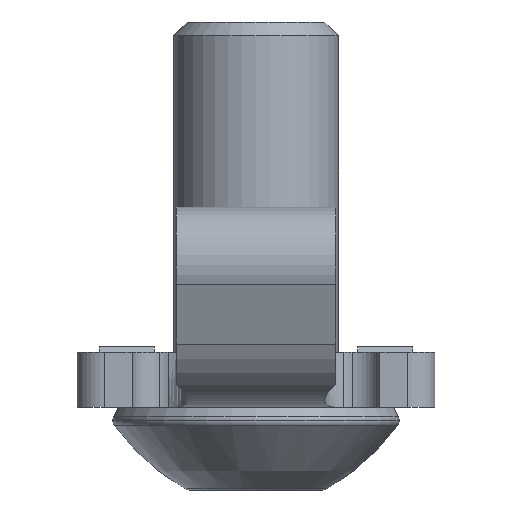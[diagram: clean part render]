
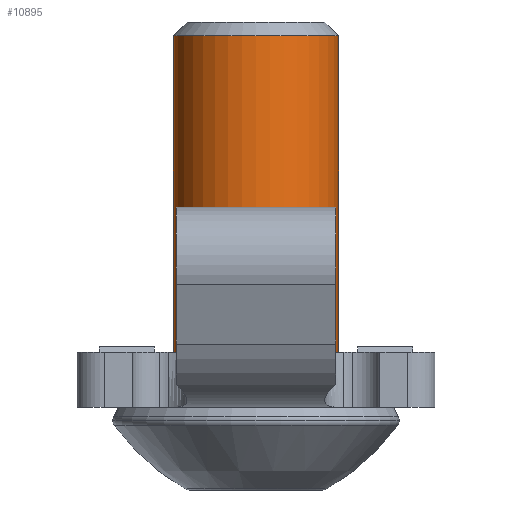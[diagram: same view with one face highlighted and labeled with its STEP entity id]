
A CAD part, left-side view. The second image highlights one B-rep face of the part: STEP entity #10895.
In plain terms, the highlighted cylindrical face has radius 3 mm (diameter 6 mm), a partial arc.
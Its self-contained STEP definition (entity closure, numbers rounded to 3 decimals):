
#9968 = PLANE('',#9969);
#9969 = AXIS2_PLACEMENT_3D('',#9970,#9971,#9972);
#9970 = CARTESIAN_POINT('',(0.,0.,0.));
#9971 = DIRECTION('',(0.,0.,-1.));
#9972 = DIRECTION('',(1.,0.,0.));
#10059 = EDGE_CURVE('',#10060,#10062,#10064,.T.);
#10060 = VERTEX_POINT('',#10061);
#10061 = CARTESIAN_POINT('',(0.,3.,0.));
#10062 = VERTEX_POINT('',#10063);
#10063 = CARTESIAN_POINT('',(0.,-3.,0.)
  );
#10064 = SURFACE_CURVE('',#10065,(#10070,#10081),.PCURVE_S1.);
#10065 = CIRCLE('',#10066,3.);
#10066 = AXIS2_PLACEMENT_3D('',#10067,#10068,#10069);
#10067 = CARTESIAN_POINT('',(0.,0.,0.));
#10068 = DIRECTION('',(0.,-0.,1.));
#10069 = DIRECTION('',(0.,1.,0.));
#10070 = PCURVE('',#9968,#10071);
#10071 = DEFINITIONAL_REPRESENTATION('',(#10072),#10080);
#10072 = ( BOUNDED_CURVE() B_SPLINE_CURVE(2,(#10073,#10074,#10075,#10076
    ,#10077,#10078,#10079),.UNSPECIFIED.,.T.,.F.) 
B_SPLINE_CURVE_WITH_KNOTS((1,2,2,2,2,1),(-2.094,0.,
    2.094,4.189,6.283,8.378),
.UNSPECIFIED.) CURVE() GEOMETRIC_REPRESENTATION_ITEM() 
RATIONAL_B_SPLINE_CURVE((1.,0.5,1.,0.5,1.,0.5,1.)) REPRESENTATION_ITEM(
  '') );
#10073 = CARTESIAN_POINT('',(0.,-3.));
#10074 = CARTESIAN_POINT('',(-5.196,-3.));
#10075 = CARTESIAN_POINT('',(-2.598,1.5));
#10076 = CARTESIAN_POINT('',(0.,6.));
#10077 = CARTESIAN_POINT('',(2.598,1.5));
#10078 = CARTESIAN_POINT('',(5.196,-3.));
#10079 = CARTESIAN_POINT('',(0.,-3.));
#10080 = ( GEOMETRIC_REPRESENTATION_CONTEXT(2) 
PARAMETRIC_REPRESENTATION_CONTEXT() REPRESENTATION_CONTEXT('2D SPACE',''
  ) );
#10081 = PCURVE('',#10082,#10087);
#10082 = CYLINDRICAL_SURFACE('',#10083,3.);
#10083 = AXIS2_PLACEMENT_3D('',#10084,#10085,#10086);
#10084 = CARTESIAN_POINT('',(0.,0.,-3.746));
#10085 = DIRECTION('',(0.,-0.,1.));
#10086 = DIRECTION('',(0.,1.,0.));
#10087 = DEFINITIONAL_REPRESENTATION('',(#10088),#10092);
#10088 = LINE('',#10089,#10090);
#10089 = CARTESIAN_POINT('',(0.,3.746));
#10090 = VECTOR('',#10091,1.);
#10091 = DIRECTION('',(1.,0.));
#10092 = ( GEOMETRIC_REPRESENTATION_CONTEXT(2) 
PARAMETRIC_REPRESENTATION_CONTEXT() REPRESENTATION_CONTEXT('2D SPACE',''
  ) );
#10113 = CYLINDRICAL_SURFACE('',#10114,3.);
#10114 = AXIS2_PLACEMENT_3D('',#10115,#10116,#10117);
#10115 = CARTESIAN_POINT('',(0.,0.,-3.746));
#10116 = DIRECTION('',(0.,-0.,1.));
#10117 = DIRECTION('',(0.,1.,0.));
#10129 = VERTEX_POINT('',#10130);
#10130 = CARTESIAN_POINT('',(0.,3.,13.5));
#10131 = VERTEX_POINT('',#10132);
#10132 = CARTESIAN_POINT('',(0.,-3.,13.5));
#10159 = EDGE_CURVE('',#10131,#10062,#10160,.T.);
#10160 = SURFACE_CURVE('',#10161,(#10165,#10172),.PCURVE_S1.);
#10161 = LINE('',#10162,#10163);
#10162 = CARTESIAN_POINT('',(0.,-3.,-3.746));
#10163 = VECTOR('',#10164,1.);
#10164 = DIRECTION('',(0.,0.,-1.));
#10165 = PCURVE('',#10113,#10166);
#10166 = DEFINITIONAL_REPRESENTATION('',(#10167),#10171);
#10167 = LINE('',#10168,#10169);
#10168 = CARTESIAN_POINT('',(3.142,0.));
#10169 = VECTOR('',#10170,1.);
#10170 = DIRECTION('',(0.,-1.));
#10171 = ( GEOMETRIC_REPRESENTATION_CONTEXT(2) 
PARAMETRIC_REPRESENTATION_CONTEXT() REPRESENTATION_CONTEXT('2D SPACE',''
  ) );
#10172 = PCURVE('',#10082,#10173);
#10173 = DEFINITIONAL_REPRESENTATION('',(#10174),#10178);
#10174 = LINE('',#10175,#10176);
#10175 = CARTESIAN_POINT('',(3.142,0.));
#10176 = VECTOR('',#10177,1.);
#10177 = DIRECTION('',(0.,-1.));
#10178 = ( GEOMETRIC_REPRESENTATION_CONTEXT(2) 
PARAMETRIC_REPRESENTATION_CONTEXT() REPRESENTATION_CONTEXT('2D SPACE',''
  ) );
#10181 = EDGE_CURVE('',#10129,#10060,#10182,.T.);
#10182 = SURFACE_CURVE('',#10183,(#10187,#10194),.PCURVE_S1.);
#10183 = LINE('',#10184,#10185);
#10184 = CARTESIAN_POINT('',(0.,3.,-3.746));
#10185 = VECTOR('',#10186,1.);
#10186 = DIRECTION('',(0.,0.,-1.));
#10187 = PCURVE('',#10113,#10188);
#10188 = DEFINITIONAL_REPRESENTATION('',(#10189),#10193);
#10189 = LINE('',#10190,#10191);
#10190 = CARTESIAN_POINT('',(6.283,0.));
#10191 = VECTOR('',#10192,1.);
#10192 = DIRECTION('',(0.,-1.));
#10193 = ( GEOMETRIC_REPRESENTATION_CONTEXT(2) 
PARAMETRIC_REPRESENTATION_CONTEXT() REPRESENTATION_CONTEXT('2D SPACE',''
  ) );
#10194 = PCURVE('',#10082,#10195);
#10195 = DEFINITIONAL_REPRESENTATION('',(#10196),#10200);
#10196 = LINE('',#10197,#10198);
#10197 = CARTESIAN_POINT('',(0.,0.));
#10198 = VECTOR('',#10199,1.);
#10199 = DIRECTION('',(0.,-1.));
#10200 = ( GEOMETRIC_REPRESENTATION_CONTEXT(2) 
PARAMETRIC_REPRESENTATION_CONTEXT() REPRESENTATION_CONTEXT('2D SPACE',''
  ) );
#10254 = CONICAL_SURFACE('',#10255,3.,0.785);
#10255 = AXIS2_PLACEMENT_3D('',#10256,#10257,#10258);
#10256 = CARTESIAN_POINT('',(0.,0.,13.5));
#10257 = DIRECTION('',(-0.,0.,-1.));
#10258 = DIRECTION('',(0.,1.,0.));
#10895 = ADVANCED_FACE('',(#10896),#10082,.T.);
#10896 = FACE_BOUND('',#10897,.T.);
#10897 = EDGE_LOOP('',(#10898,#10899,#10921,#10922));
#10898 = ORIENTED_EDGE('',*,*,#10159,.F.);
#10899 = ORIENTED_EDGE('',*,*,#10900,.T.);
#10900 = EDGE_CURVE('',#10131,#10129,#10901,.T.);
#10901 = SURFACE_CURVE('',#10902,(#10907,#10914),.PCURVE_S1.);
#10902 = CIRCLE('',#10903,3.);
#10903 = AXIS2_PLACEMENT_3D('',#10904,#10905,#10906);
#10904 = CARTESIAN_POINT('',(0.,0.,13.5));
#10905 = DIRECTION('',(0.,0.,-1.));
#10906 = DIRECTION('',(0.,1.,0.));
#10907 = PCURVE('',#10082,#10908);
#10908 = DEFINITIONAL_REPRESENTATION('',(#10909),#10913);
#10909 = LINE('',#10910,#10911);
#10910 = CARTESIAN_POINT('',(6.283,17.246));
#10911 = VECTOR('',#10912,1.);
#10912 = DIRECTION('',(-1.,0.));
#10913 = ( GEOMETRIC_REPRESENTATION_CONTEXT(2) 
PARAMETRIC_REPRESENTATION_CONTEXT() REPRESENTATION_CONTEXT('2D SPACE',''
  ) );
#10914 = PCURVE('',#10254,#10915);
#10915 = DEFINITIONAL_REPRESENTATION('',(#10916),#10920);
#10916 = LINE('',#10917,#10918);
#10917 = CARTESIAN_POINT('',(0.,0.));
#10918 = VECTOR('',#10919,1.);
#10919 = DIRECTION('',(1.,0.));
#10920 = ( GEOMETRIC_REPRESENTATION_CONTEXT(2) 
PARAMETRIC_REPRESENTATION_CONTEXT() REPRESENTATION_CONTEXT('2D SPACE',''
  ) );
#10921 = ORIENTED_EDGE('',*,*,#10181,.T.);
#10922 = ORIENTED_EDGE('',*,*,#10059,.T.);
